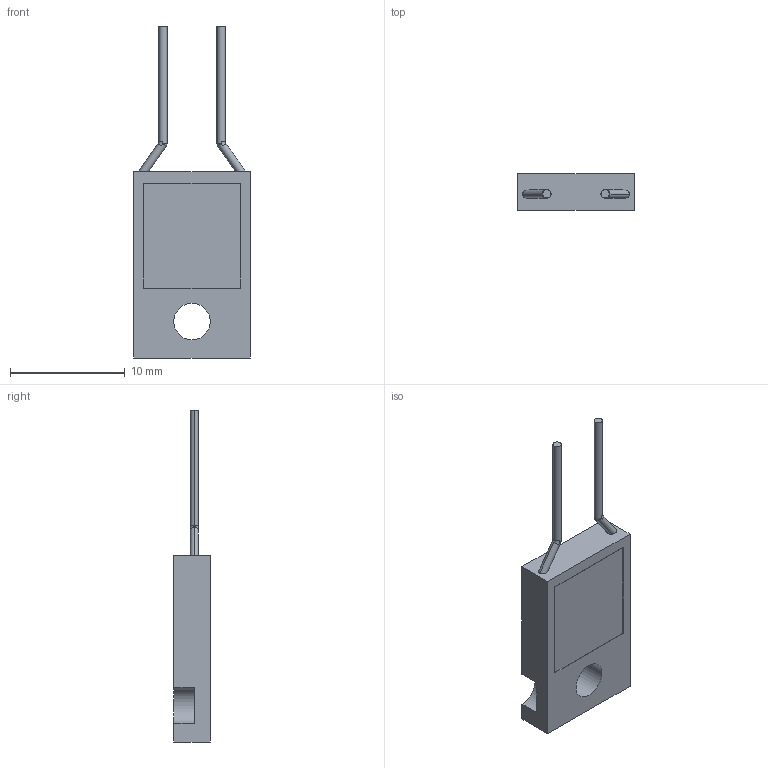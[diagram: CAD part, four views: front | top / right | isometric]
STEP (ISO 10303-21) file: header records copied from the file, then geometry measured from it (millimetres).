
FILE_DESCRIPTION((''),'2;1');
FILE_NAME('PWR221T-30','2012-08-17T',('ryans'),('Bourns, Inc.'),'PRO/ENGINEER BY PARAMETRIC TECHNOLOGY CORPORATION, 2010100','PRO/ENGINEER BY PARAMETRIC TECHNOLOGY CORPORATION, 2010100','');
FILE_SCHEMA(('CONFIG_CONTROL_DESIGN'));
Length unit declared in the file: millimetre
Products named in the file (1): PWR221T-30
Bounding box: 10.16 x 3.18 x 28.96 mm (x, y, z)
Volume: 496.2 mm3; surface area: 615.6 mm2
Topology: 1 solids, 1 shells, 52 faces, 122 edges, 76 vertices
Faces by surface type: plane 32, cylinder 12, torus 4, sphere 4
Entity records: 1572 total; most frequent: CARTESIAN_POINT 335, DIRECTION 246, ORIENTED_EDGE 244, EDGE_CURVE 122, AXIS2_PLACEMENT_3D 85, VECTOR 76, LINE 76, VERTEX_POINT 76
